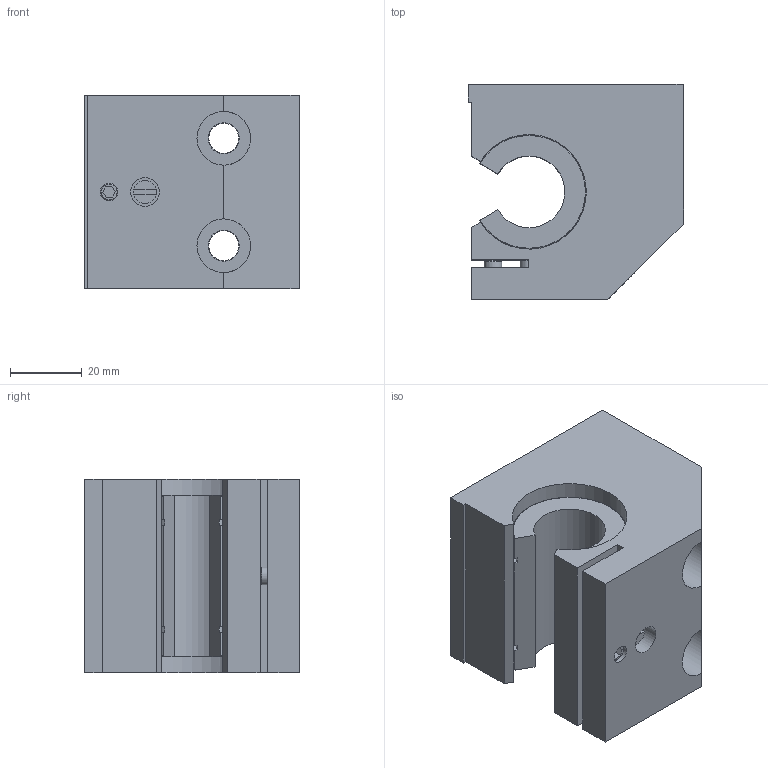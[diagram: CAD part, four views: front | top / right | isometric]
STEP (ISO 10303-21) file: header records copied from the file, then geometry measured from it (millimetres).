
FILE_DESCRIPTION(/* description */ ('Gehäuseeinheit mit seitlichem Segmentausschnitt und einstellbar'),/* implementation_level */ '2;1');
FILE_NAME(/* name */ '190598-0.step',/* time_stamp */ '2021-08-18T15:41:09+02:00',/* author */ ('MuellerJ'),/* organization */ (''),/* preprocessor_version */ 'ST-DEVELOPER v18.1',/* originating_system */ 'Autodesk Inventor 2021',/* authorisation */ '');
FILE_SCHEMA (('AUTOMOTIVE_DESIGN { 1 0 10303 214 3 1 1 }'));
Length unit declared in the file: millimetre
Products named in the file (3): leer; leer_1; leer_2
Assembly tree (2 placements, depth 2):
  leer
    leer_1
    leer_2
Bounding box: 60.25 x 60 x 54 mm (x, y, z)
Volume: 139981.7 mm3; surface area: 34699.8 mm2
Topology: 2 solids, 3 shells, 80 faces, 190 edges, 127 vertices
Faces by surface type: plane 50, cylinder 25, torus 3, cone 2
Full cylindrical faces by diameter (mm): 2.9 x1, 4 x1, 4.134 x2, 4.3 x1, 4.917 x2, 6.5 x1, 7 x1, 8 x2, 8.376 x2, 8.6 x2, 15 x2
Entity records: 2518 total; most frequent: CARTESIAN_POINT 470, DIRECTION 424, ORIENTED_EDGE 380, EDGE_CURVE 190, AXIS2_PLACEMENT_3D 153, VERTEX_POINT 127, LINE 118, VECTOR 118
